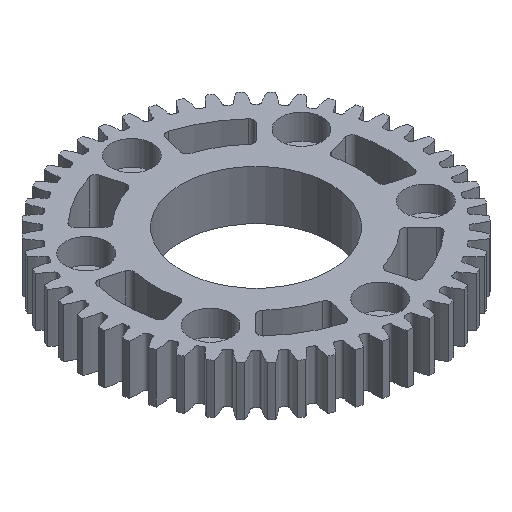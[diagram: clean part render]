
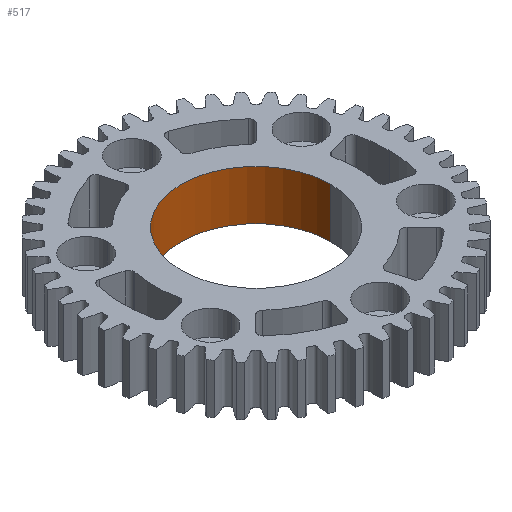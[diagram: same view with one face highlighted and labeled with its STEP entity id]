
A CAD part, isometric view. The second image highlights one B-rep face of the part: STEP entity #517.
In plain terms, the highlighted cylindrical face has radius 14.306 mm (diameter 28.613 mm), a partial arc.
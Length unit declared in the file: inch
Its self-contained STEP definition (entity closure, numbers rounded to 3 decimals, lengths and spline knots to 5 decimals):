
#118 = EDGE_CURVE ( 'NONE', #15064, #17791, #13696, .T. ) ;
#494 = VECTOR ( 'NONE', #12594, 39.37008 ) ;
#509 = LINE ( 'NONE', #6294, #494 ) ;
#517 = ADVANCED_FACE ( 'NONE', ( #13434 ), #13230, .F. ) ;
#715 = CIRCLE ( 'NONE', #13624, 0.56325 ) ;
#1116 = AXIS2_PLACEMENT_3D ( 'NONE', #12435, #9584, #9703 ) ;
#3706 = VERTEX_POINT ( 'NONE', #20374 ) ;
#4084 = EDGE_CURVE ( 'NONE', #3706, #17791, #10147, .T. ) ;
#5807 = AXIS2_PLACEMENT_3D ( 'NONE', #19679, #19680, #19699 ) ;
#5954 = CARTESIAN_POINT ( 'NONE',  ( 0.56325, 0., -0.1875 ) ) ;
#6294 = CARTESIAN_POINT ( 'NONE',  ( 0.56325, 0., 0.1875 ) ) ;
#6355 = CARTESIAN_POINT ( 'NONE',  ( 0.56325, 0., 0.1875 ) ) ;
#8502 = CARTESIAN_POINT ( 'NONE',  ( 0., 0., -0.1875 ) ) ;
#8518 = ORIENTED_EDGE ( 'NONE', *, *, #118, .T. ) ;
#9584 = DIRECTION ( 'NONE',  ( 0., 0., 1. ) ) ;
#9703 = DIRECTION ( 'NONE',  ( 1., 0., 0. ) ) ;
#9952 = VECTOR ( 'NONE', #13574, 39.37008 ) ;
#10074 = DIRECTION ( 'NONE',  ( 1., 0., 0. ) ) ;
#10147 = LINE ( 'NONE', #14811, #9952 ) ;
#12435 = CARTESIAN_POINT ( 'NONE',  ( 0., 0., 0.1875 ) ) ;
#12591 = EDGE_LOOP ( 'NONE', ( #13846, #18851, #15368, #8518 ) ) ;
#12594 = DIRECTION ( 'NONE',  ( 0., 0., 1. ) ) ;
#13230 = CYLINDRICAL_SURFACE ( 'NONE', #1116, 0.56325 ) ;
#13434 = FACE_OUTER_BOUND ( 'NONE', #12591, .T. ) ;
#13574 = DIRECTION ( 'NONE',  ( 0., 0., 1. ) ) ;
#13624 = AXIS2_PLACEMENT_3D ( 'NONE', #8502, #19576, #10074 ) ;
#13696 = CIRCLE ( 'NONE', #5807, 0.56325 ) ;
#13722 = EDGE_CURVE ( 'NONE', #14233, #3706, #715, .T. ) ;
#13846 = ORIENTED_EDGE ( 'NONE', *, *, #4084, .F. ) ;
#14019 = EDGE_CURVE ( 'NONE', #14233, #15064, #509, .T. ) ;
#14233 = VERTEX_POINT ( 'NONE', #5954 ) ;
#14811 = CARTESIAN_POINT ( 'NONE',  ( -0.56325, 0., 0.1875 ) ) ;
#15064 = VERTEX_POINT ( 'NONE', #6355 ) ;
#15368 = ORIENTED_EDGE ( 'NONE', *, *, #14019, .T. ) ;
#17791 = VERTEX_POINT ( 'NONE', #19973 ) ;
#18851 = ORIENTED_EDGE ( 'NONE', *, *, #13722, .F. ) ;
#19576 = DIRECTION ( 'NONE',  ( 0., 0., 1. ) ) ;
#19679 = CARTESIAN_POINT ( 'NONE',  ( 0., 0., 0.1875 ) ) ;
#19680 = DIRECTION ( 'NONE',  ( 0., 0., 1. ) ) ;
#19699 = DIRECTION ( 'NONE',  ( 1., 0., 0. ) ) ;
#19973 = CARTESIAN_POINT ( 'NONE',  ( -0.56325, 0., 0.1875 ) ) ;
#20374 = CARTESIAN_POINT ( 'NONE',  ( -0.56325, 0., -0.1875 ) ) ;
